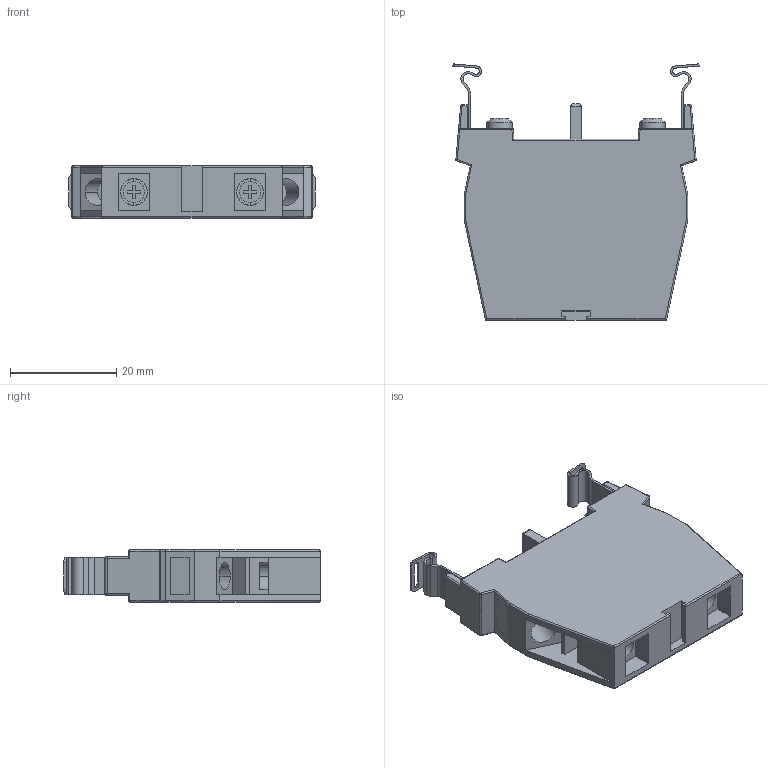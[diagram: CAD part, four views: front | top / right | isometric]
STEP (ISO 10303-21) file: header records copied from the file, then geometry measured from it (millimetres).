
FILE_DESCRIPTION (( 'STEP AP214' ), '1' );
FILE_NAME ('EF10.1.step', '2016-03-21T12:39:27', ( '' ), ( '' ), 'SwSTEP 2.0', 'SolidWorks 2015', '' );
FILE_SCHEMA (( 'AUTOMOTIVE_DESIGN' ));
Length unit declared in the file: millimetre
Products named in the file (1): EF10.1
Bounding box: 46.28 x 48.17 x 9.8 mm (x, y, z)
Volume: 12160.5 mm3; surface area: 6663.7 mm2
Topology: 7 solids, 7 shells, 277 faces, 702 edges, 440 vertices
Faces by surface type: plane 155, cylinder 100, sphere 10, torus 8, cone 4
Entity records: 8745 total; most frequent: CARTESIAN_POINT 1548, ORIENTED_EDGE 1396, DIRECTION 1368, EDGE_CURVE 698, LINE 496, VECTOR 496, VERTEX_POINT 440, AXIS2_PLACEMENT_3D 436
